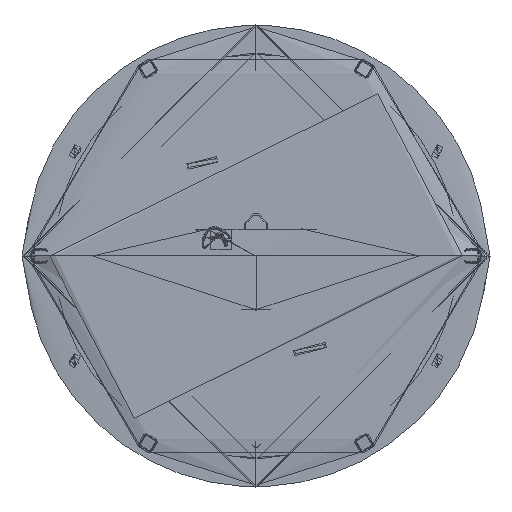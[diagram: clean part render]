
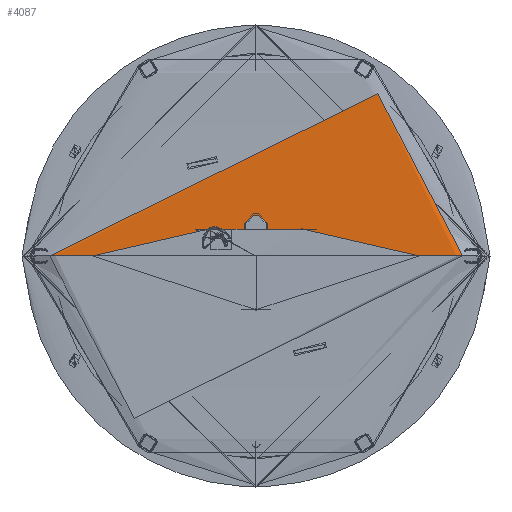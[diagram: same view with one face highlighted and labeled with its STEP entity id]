
A CAD part, top view. The second image highlights one B-rep face of the part: STEP entity #4087.
In plain terms, the highlighted free-form (B-spline) face has degree [3, 3] with [4, 4] control points.
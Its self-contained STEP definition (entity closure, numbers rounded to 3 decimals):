
#4087=ADVANCED_FACE($,(#8073),#54171,.T.);
#8073=FACE_OUTER_BOUND($,#12167,.T.);
#12167=EDGE_LOOP($,(#28251,#28252,#28253,#28254));
#28251=ORIENTED_EDGE($,*,*,#41467,.F.);
#28252=ORIENTED_EDGE($,*,*,#41463,.F.);
#28253=ORIENTED_EDGE($,*,*,#41466,.F.);
#28254=ORIENTED_EDGE($,*,*,#41484,.T.);
#41463=EDGE_CURVE($,#48942,#48943,#63676,.T.);
#41466=EDGE_CURVE($,#48716,#48942,#63679,.T.);
#41467=EDGE_CURVE($,#48943,#48717,#63680,.T.);
#41484=EDGE_CURVE($,#48716,#48717,#63685,.T.);
#48716=VERTEX_POINT($,#132173);
#48717=VERTEX_POINT($,#132174);
#48942=VERTEX_POINT($,#132399);
#48943=VERTEX_POINT($,#132400);
#54171=(
BOUNDED_SURFACE()
B_SPLINE_SURFACE(3,3,((#132118,#132119,#132120,#132121),(#132122,#132123,
#132124,#132125),(#132126,#132127,#132128,#132129),(#132130,#132131,#132132,
#132133)),.UNSPECIFIED.,.F.,.F.,.F.)
B_SPLINE_SURFACE_WITH_KNOTS((4,4),(4,4),(0.,28.371),(0.,2647.341),
.UNSPECIFIED.)
GEOMETRIC_REPRESENTATION_ITEM()
RATIONAL_B_SPLINE_SURFACE(((1.,0.333,0.333,1.),(1.,
0.333,0.333,1.),(1.,
0.333,0.333,1.),(1.,0.333,
0.333,1.)))
REPRESENTATION_ITEM($)
SURFACE()
);
#63676=(
BOUNDED_CURVE()
B_SPLINE_CURVE(2,(#129999,#130000,#130001,#130002,#130003),.UNSPECIFIED.,
.F.,.F.)
B_SPLINE_CURVE_WITH_KNOTS((3,2,3),(0.,846.249,1692.498),
.UNSPECIFIED.)
CURVE()
GEOMETRIC_REPRESENTATION_ITEM()
RATIONAL_B_SPLINE_CURVE((1.,0.707,1.,0.707,1.))
REPRESENTATION_ITEM($)
);
#63679=(
BOUNDED_CURVE()
B_SPLINE_CURVE(3,(#130008,#130009,#130010,#130011),.UNSPECIFIED.,.F.,.F.)
B_SPLINE_CURVE_WITH_KNOTS((4,4),(0.,28.371),.UNSPECIFIED.)
CURVE()
GEOMETRIC_REPRESENTATION_ITEM()
RATIONAL_B_SPLINE_CURVE((1.,1.,1.,1.))
REPRESENTATION_ITEM($)
);
#63680=(
BOUNDED_CURVE()
B_SPLINE_CURVE(3,(#130012,#130013,#130014,#130015),.UNSPECIFIED.,.F.,.F.)
B_SPLINE_CURVE_WITH_KNOTS((4,4),(-28.371,0.),.UNSPECIFIED.)
CURVE()
GEOMETRIC_REPRESENTATION_ITEM()
RATIONAL_B_SPLINE_CURVE((1.,1.,1.,1.))
REPRESENTATION_ITEM($)
);
#63685=(
BOUNDED_CURVE()
B_SPLINE_CURVE(3,(#130094,#130095,#130096,#130097),.UNSPECIFIED.,.F.,.F.)
B_SPLINE_CURVE_WITH_KNOTS((4,4),(-2647.341,0.),.UNSPECIFIED.)
CURVE()
GEOMETRIC_REPRESENTATION_ITEM()
RATIONAL_B_SPLINE_CURVE((1.,0.333,0.333,1.))
REPRESENTATION_ITEM($)
);
#129999=CARTESIAN_POINT($,(332.401,0.,15.36));
#130000=CARTESIAN_POINT($,(332.401,441.224,15.36));
#130001=CARTESIAN_POINT($,(773.625,441.224,15.36));
#130002=CARTESIAN_POINT($,(1214.849,441.224,15.36));
#130003=CARTESIAN_POINT($,(1214.849,0.,15.36));
#130008=CARTESIAN_POINT($,(344.997,0.,18.783));
#130009=CARTESIAN_POINT($,(340.806,0.,17.615));
#130010=CARTESIAN_POINT($,(336.607,0.,16.474));
#130011=CARTESIAN_POINT($,(332.401,0.,15.36));
#130012=CARTESIAN_POINT($,(1214.849,0.,15.36));
#130013=CARTESIAN_POINT($,(1210.643,0.,16.474));
#130014=CARTESIAN_POINT($,(1206.444,0.,17.615));
#130015=CARTESIAN_POINT($,(1202.253,0.,18.783));
#130094=CARTESIAN_POINT($,(344.997,0.,18.783));
#130095=CARTESIAN_POINT($,(344.997,857.257,18.783));
#130096=CARTESIAN_POINT($,(1202.253,857.257,18.783));
#130097=CARTESIAN_POINT($,(1202.253,0.,18.783));
#132118=CARTESIAN_POINT($,(1202.253,0.,18.783));
#132119=CARTESIAN_POINT($,(1202.253,857.257,18.783));
#132120=CARTESIAN_POINT($,(344.997,857.257,18.783));
#132121=CARTESIAN_POINT($,(344.997,0.,18.783));
#132122=CARTESIAN_POINT($,(1206.444,0.,17.615));
#132123=CARTESIAN_POINT($,(1206.444,865.639,17.615));
#132124=CARTESIAN_POINT($,(340.806,865.639,17.615));
#132125=CARTESIAN_POINT($,(340.806,0.,17.615));
#132126=CARTESIAN_POINT($,(1210.643,0.,16.474));
#132127=CARTESIAN_POINT($,(1210.643,874.036,16.474));
#132128=CARTESIAN_POINT($,(336.607,874.036,16.474));
#132129=CARTESIAN_POINT($,(336.607,0.,16.474));
#132130=CARTESIAN_POINT($,(1214.849,0.,15.36));
#132131=CARTESIAN_POINT($,(1214.849,882.447,15.36));
#132132=CARTESIAN_POINT($,(332.401,882.447,15.36));
#132133=CARTESIAN_POINT($,(332.401,0.,15.36));
#132173=CARTESIAN_POINT($,(344.997,0.,18.783));
#132174=CARTESIAN_POINT($,(1202.253,0.,18.783));
#132399=CARTESIAN_POINT($,(332.401,0.,15.36));
#132400=CARTESIAN_POINT($,(1214.849,0.,15.36));
